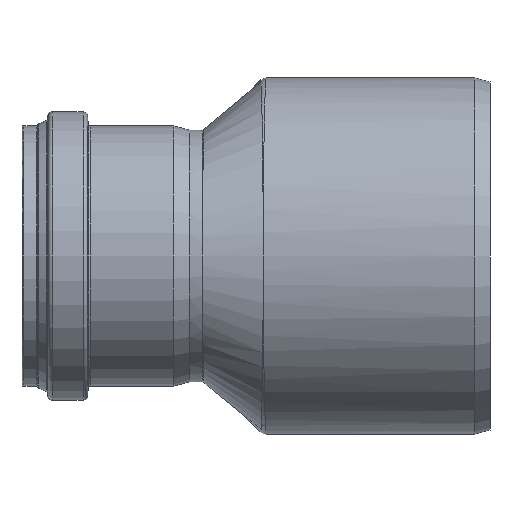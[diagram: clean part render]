
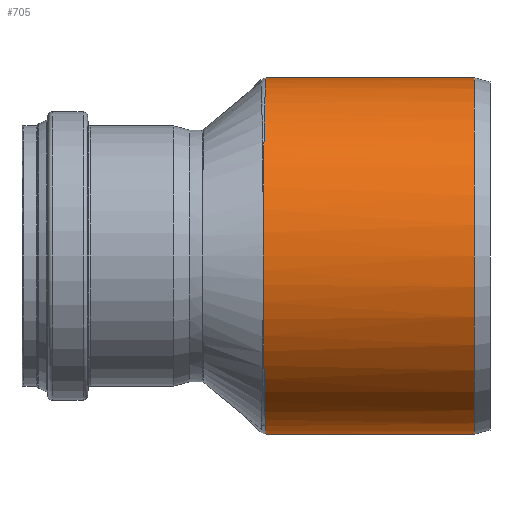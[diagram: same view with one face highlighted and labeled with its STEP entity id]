
A CAD part, left-side view. The second image highlights one B-rep face of the part: STEP entity #705.
In plain terms, the highlighted cylindrical face has radius 80.15 mm (diameter 160.3 mm), a full revolution.
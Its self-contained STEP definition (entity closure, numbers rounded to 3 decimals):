
#46=LINE('',#2483,#67);
#67=VECTOR('',#888,80.15);
#88=CIRCLE('',#768,80.15);
#162=CYLINDRICAL_SURFACE('',#767,80.15);
#181=FACE_OUTER_BOUND('',#225,.T.);
#225=EDGE_LOOP('',(#501,#502,#503,#504,#505));
#276=B_SPLINE_CURVE_WITH_KNOTS('',3,(#2083,#2084,#2085,#2086,#2087,#2088,
#2089,#2090,#2091,#2092,#2093,#2094,#2095,#2096,#2097,#2098,#2099,#2100,
#2101,#2102,#2103,#2104,#2105,#2106),.UNSPECIFIED.,.F.,.F.,(4,2,1,1,1,1,
1,1,1,1,1,1,1,1,1,1,1,1,1,1,4),(-3.142,-3.122,-2.965,
-2.809,-2.497,-2.341,-2.185,
-2.029,-1.873,-1.717,-1.561,
-1.405,-1.249,-1.093,-0.937,
-0.781,-0.625,-0.52,-0.416,
-0.208,0.),.UNSPECIFIED.);
#277=B_SPLINE_CURVE_WITH_KNOTS('',3,(#2107,#2108,#2109,#2110,#2111,#2112,
#2113,#2114,#2115,#2116,#2117,#2118,#2119,#2120,#2121,#2122,#2123,#2124,
#2125,#2126,#2127,#2128,#2129),.UNSPECIFIED.,.F.,.F.,(4,1,1,1,1,1,1,1,1,
1,1,1,1,1,1,1,1,1,2,4),(0.,0.208,0.312,
0.416,0.624,0.78,0.936,
1.092,1.248,1.56,1.716,1.873,
2.029,2.185,2.341,2.497,2.653,
2.809,3.121,3.142),.UNSPECIFIED.);
#289=VERTEX_POINT('',#2033);
#291=VERTEX_POINT('',#2082);
#296=VERTEX_POINT('',#2481);
#366=EDGE_CURVE('',#289,#291,#276,.T.);
#367=EDGE_CURVE('',#291,#289,#277,.T.);
#375=EDGE_CURVE('',#296,#296,#88,.T.);
#376=EDGE_CURVE('',#296,#291,#46,.T.);
#501=ORIENTED_EDGE('',*,*,#375,.F.);
#502=ORIENTED_EDGE('',*,*,#376,.T.);
#503=ORIENTED_EDGE('',*,*,#366,.F.);
#504=ORIENTED_EDGE('',*,*,#367,.F.);
#505=ORIENTED_EDGE('',*,*,#376,.F.);
#705=ADVANCED_FACE('',(#181),#162,.T.);
#767=AXIS2_PLACEMENT_3D('',#2480,#884,#885);
#768=AXIS2_PLACEMENT_3D('',#2482,#886,#887);
#884=DIRECTION('center_axis',(0.,-1.,0.));
#885=DIRECTION('ref_axis',(-1.,0.,0.));
#886=DIRECTION('center_axis',(0.,-1.,0.));
#887=DIRECTION('ref_axis',(1.,0.,0.));
#888=DIRECTION('',(0.,1.,0.));
#2033=CARTESIAN_POINT('',(-56.6,-24.5,0.));
#2082=CARTESIAN_POINT('',(103.694,-26.52,0.));
#2083=CARTESIAN_POINT('Ctrl Pts',(-56.6,-24.5,0.));
#2084=CARTESIAN_POINT('Ctrl Pts',(-56.6,-24.5,0.533));
#2085=CARTESIAN_POINT('Ctrl Pts',(-56.595,-24.5,1.065));
#2086=CARTESIAN_POINT('Ctrl Pts',(-56.502,-24.502,5.743));
#2087=CARTESIAN_POINT('Ctrl Pts',(-55.678,-24.517,14.076));
#2088=CARTESIAN_POINT('Ctrl Pts',(-51.524,-24.596,30.189));
#2089=CARTESIAN_POINT('Ctrl Pts',(-43.548,-24.747,45.217));
#2090=CARTESIAN_POINT('Ctrl Pts',(-32.548,-24.95,57.699));
#2091=CARTESIAN_POINT('Ctrl Pts',(-22.808,-25.123,65.789));
#2092=CARTESIAN_POINT('Ctrl Pts',(-12.069,-25.305,72.159));
#2093=CARTESIAN_POINT('Ctrl Pts',(-0.401,-25.487,
76.836));
#2094=CARTESIAN_POINT('Ctrl Pts',(11.887,-25.662,79.623));
#2095=CARTESIAN_POINT('Ctrl Pts',(24.325,-25.822,80.474));
#2096=CARTESIAN_POINT('Ctrl Pts',(36.922,-25.968,79.358));
#2097=CARTESIAN_POINT('Ctrl Pts',(49.016,-26.093,76.339));
#2098=CARTESIAN_POINT('Ctrl Pts',(60.622,-26.201,71.431));
#2099=CARTESIAN_POINT('Ctrl Pts',(71.252,-26.291,64.811));
#2100=CARTESIAN_POINT('Ctrl Pts',(80.73,-26.364,56.631));
#2101=CARTESIAN_POINT('Ctrl Pts',(87.96,-26.416,48.083));
#2102=CARTESIAN_POINT('Ctrl Pts',(93.202,-26.452,39.949));
#2103=CARTESIAN_POINT('Ctrl Pts',(98.256,-26.486,29.955));
#2104=CARTESIAN_POINT('Ctrl Pts',(102.55,-26.513,16.661));
#2105=CARTESIAN_POINT('Ctrl Pts',(103.694,-26.52,5.557));
#2106=CARTESIAN_POINT('Ctrl Pts',(103.694,-26.52,0.));
#2107=CARTESIAN_POINT('Ctrl Pts',(103.694,-26.52,0.));
#2108=CARTESIAN_POINT('Ctrl Pts',(103.694,-26.52,-5.528));
#2109=CARTESIAN_POINT('Ctrl Pts',(102.843,-26.515,-13.823));
#2110=CARTESIAN_POINT('Ctrl Pts',(100.005,-26.497,-24.527));
#2111=CARTESIAN_POINT('Ctrl Pts',(96.053,-26.472,-34.965));
#2112=CARTESIAN_POINT('Ctrl Pts',(89.772,-26.429,-45.932));
#2113=CARTESIAN_POINT('Ctrl Pts',(80.835,-26.365,-56.527));
#2114=CARTESIAN_POINT('Ctrl Pts',(71.251,-26.291,-64.813));
#2115=CARTESIAN_POINT('Ctrl Pts',(60.679,-26.201,-71.399));
#2116=CARTESIAN_POINT('Ctrl Pts',(45.202,-26.057,-77.961));
#2117=CARTESIAN_POINT('Ctrl Pts',(28.653,-25.878,-80.756));
#2118=CARTESIAN_POINT('Ctrl Pts',(11.848,-25.662,-79.62));
#2119=CARTESIAN_POINT('Ctrl Pts',(-0.289,-25.489,
-76.862));
#2120=CARTESIAN_POINT('Ctrl Pts',(-12.043,-25.305,-72.183));
#2121=CARTESIAN_POINT('Ctrl Pts',(-22.8,-25.124,-65.781));
#2122=CARTESIAN_POINT('Ctrl Pts',(-32.453,-24.952,-57.801));
#2123=CARTESIAN_POINT('Ctrl Pts',(-40.816,-24.798,-48.303));
#2124=CARTESIAN_POINT('Ctrl Pts',(-47.492,-24.672,-37.805));
#2125=CARTESIAN_POINT('Ctrl Pts',(-54.229,-24.545,-22.339));
#2126=CARTESIAN_POINT('Ctrl Pts',(-56.413,-24.504,-9.93));
#2127=CARTESIAN_POINT('Ctrl Pts',(-56.594,-24.5,-1.091));
#2128=CARTESIAN_POINT('Ctrl Pts',(-56.6,-24.5,-0.546));
#2129=CARTESIAN_POINT('Ctrl Pts',(-56.6,-24.5,0.));
#2480=CARTESIAN_POINT('Origin',(23.55,-72.,0.));
#2481=CARTESIAN_POINT('',(103.7,-119.5,0.));
#2482=CARTESIAN_POINT('Origin',(23.55,-119.5,0.));
#2483=CARTESIAN_POINT('',(103.7,-72.,0.));
